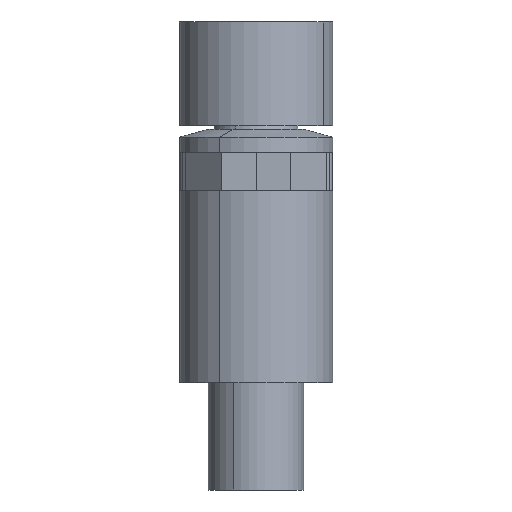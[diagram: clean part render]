
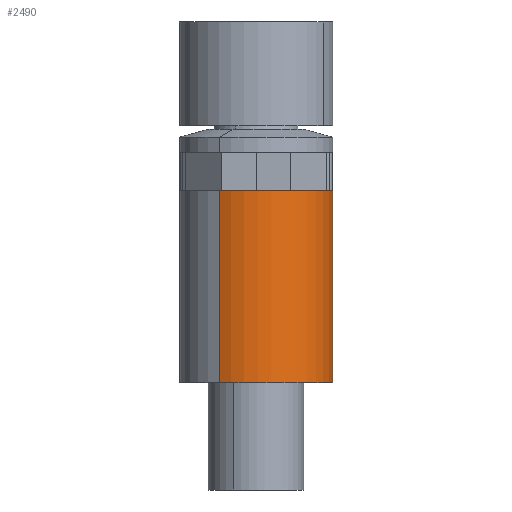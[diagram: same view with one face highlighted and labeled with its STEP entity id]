
A CAD part, left-side view. The second image highlights one B-rep face of the part: STEP entity #2490.
In plain terms, the highlighted cylindrical face has radius 2 mm (diameter 4 mm), a partial arc.
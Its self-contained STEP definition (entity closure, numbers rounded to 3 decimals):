
#2454=AXIS2_PLACEMENT_3D('Cylinder Axis2P3D',#2451,#2452,#2453) ;
#2458=AXIS2_PLACEMENT_3D('Circle Axis2P3D',#2456,#2457,$) ;
#2474=AXIS2_PLACEMENT_3D('Circle Axis2P3D',#2472,#2473,$) ;
#2451=CARTESIAN_POINT('Axis2P3D Location',(2.,2.,4.75)) ;
#2456=CARTESIAN_POINT('Axis2P3D Location',(2.,2.,2.8)) ;
#2460=CARTESIAN_POINT('Vertex',(3.755,1.041,2.8)) ;
#2462=CARTESIAN_POINT('Vertex',(0.245,2.959,2.8)) ;
#2465=CARTESIAN_POINT('Line Origine',(3.755,1.041,5.997)) ;
#2469=CARTESIAN_POINT('Vertex',(3.755,1.041,7.807)) ;
#2472=CARTESIAN_POINT('Axis2P3D Location',(2.,2.,7.807)) ;
#2476=CARTESIAN_POINT('Vertex',(0.245,2.959,7.807)) ;
#2479=CARTESIAN_POINT('Line Origine',(0.245,2.959,5.997)) ;
#2452=DIRECTION('Axis2P3D Direction',(-0.,0.,-1.)) ;
#2453=DIRECTION('Axis2P3D XDirection',(0.878,-0.479,0.)) ;
#2457=DIRECTION('Axis2P3D Direction',(-0.,0.,-1.)) ;
#2466=DIRECTION('Vector Direction',(0.,0.,-1.)) ;
#2473=DIRECTION('Axis2P3D Direction',(-0.,0.,-1.)) ;
#2480=DIRECTION('Vector Direction',(0.,0.,-1.)) ;
#2467=VECTOR('Line Direction',#2466,1.) ;
#2481=VECTOR('Line Direction',#2480,1.) ;
#2485=ORIENTED_EDGE('',*,*,#2464,.F.) ;
#2486=ORIENTED_EDGE('',*,*,#2471,.T.) ;
#2487=ORIENTED_EDGE('',*,*,#2478,.T.) ;
#2488=ORIENTED_EDGE('',*,*,#2483,.F.) ;
#2490=ADVANCED_FACE('1071500000.2\\K\X2\00F6\X0\rper.15',(#2489),#2455,.T.) ;
#2459=CIRCLE('generated circle',#2458,2.) ;
#2475=CIRCLE('generated circle',#2474,2.) ;
#2455=CYLINDRICAL_SURFACE('generated cylinder',#2454,2.) ;
#2464=EDGE_CURVE('',#2461,#2463,#2459,.T.) ;
#2471=EDGE_CURVE('',#2461,#2470,#2468,.F.) ;
#2478=EDGE_CURVE('',#2470,#2477,#2475,.T.) ;
#2483=EDGE_CURVE('',#2463,#2477,#2482,.F.) ;
#2484=EDGE_LOOP('',(#2485,#2486,#2487,#2488)) ;
#2489=FACE_OUTER_BOUND('',#2484,.T.) ;
#2468=LINE('Line',#2465,#2467) ;
#2482=LINE('Line',#2479,#2481) ;
#2461=VERTEX_POINT('',#2460) ;
#2463=VERTEX_POINT('',#2462) ;
#2470=VERTEX_POINT('',#2469) ;
#2477=VERTEX_POINT('',#2476) ;
